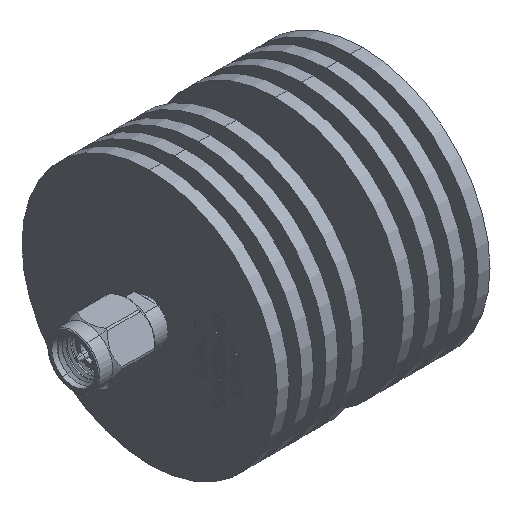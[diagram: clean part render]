
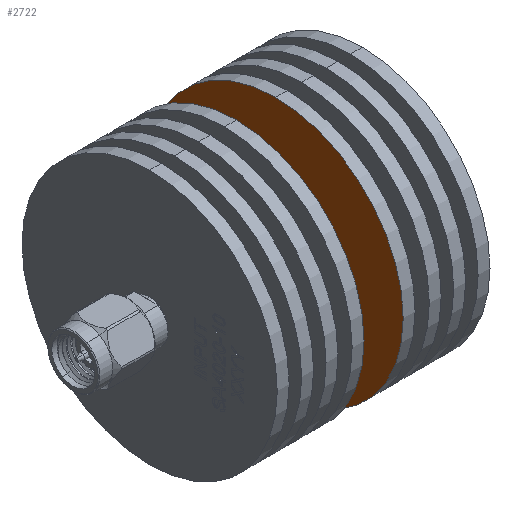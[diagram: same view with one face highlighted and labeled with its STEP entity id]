
A CAD part, isometric view. The second image highlights one B-rep face of the part: STEP entity #2722.
In plain terms, the highlighted planar face has unit normal (-1, 0, 0).
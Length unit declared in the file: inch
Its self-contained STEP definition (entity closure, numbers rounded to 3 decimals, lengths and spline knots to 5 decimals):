
#897 = VERTEX_POINT ( 'NONE', #15309 ) ;
#966 = CARTESIAN_POINT ( 'NONE',  ( 0.115, 0., -0.75 ) ) ;
#1910 = EDGE_CURVE ( 'NONE', #7787, #897, #5377, .T. ) ;
#2056 = CARTESIAN_POINT ( 'NONE',  ( 0.115, 0., -0.105 ) ) ;
#2061 = ORIENTED_EDGE ( 'NONE', *, *, #1910, .F. ) ;
#2336 = DIRECTION ( 'NONE',  ( 0., 0., 1. ) ) ;
#2542 = PLANE ( 'NONE',  #13174 ) ;
#2575 = DIRECTION ( 'NONE',  ( -1., 0., 0. ) ) ;
#2722 = ADVANCED_FACE ( 'NONE', ( #6485, #2776 ), #2542, .F. ) ;
#2734 = DIRECTION ( 'NONE',  ( 0., 0., -1. ) ) ;
#2776 = FACE_OUTER_BOUND ( 'NONE', #14407, .T. ) ;
#2959 = DIRECTION ( 'NONE',  ( 0., 0., 1. ) ) ;
#3986 = DIRECTION ( 'NONE',  ( 0., 0., 1. ) ) ;
#4970 = VERTEX_POINT ( 'NONE', #9979 ) ;
#5377 = CIRCLE ( 'NONE', #10180, 0.105 ) ;
#6064 = EDGE_LOOP ( 'NONE', ( #10520, #2061 ) ) ;
#6485 = FACE_BOUND ( 'NONE', #6064, .T. ) ;
#6728 = CARTESIAN_POINT ( 'NONE',  ( 0.115, 0., 0. ) ) ;
#7342 = CARTESIAN_POINT ( 'NONE',  ( 0.115, 0., 0. ) ) ;
#7744 = DIRECTION ( 'NONE',  ( -1., 0., 0. ) ) ;
#7787 = VERTEX_POINT ( 'NONE', #2056 ) ;
#7848 = AXIS2_PLACEMENT_3D ( 'NONE', #7342, #14330, #10184 ) ;
#7895 = VERTEX_POINT ( 'NONE', #966 ) ;
#8426 = CARTESIAN_POINT ( 'NONE',  ( 0.115, 0., 0. ) ) ;
#8674 = AXIS2_PLACEMENT_3D ( 'NONE', #6728, #2575, #3986 ) ;
#9072 = CIRCLE ( 'NONE', #8674, 0.105 ) ;
#9760 = DIRECTION ( 'NONE',  ( -1., 0., 0. ) ) ;
#9979 = CARTESIAN_POINT ( 'NONE',  ( 0.115, 0., 0.75 ) ) ;
#10180 = AXIS2_PLACEMENT_3D ( 'NONE', #10533, #7744, #2336 ) ;
#10184 = DIRECTION ( 'NONE',  ( 0., 0., 1. ) ) ;
#10500 = AXIS2_PLACEMENT_3D ( 'NONE', #8426, #9760, #2959 ) ;
#10520 = ORIENTED_EDGE ( 'NONE', *, *, #17037, .F. ) ;
#10533 = CARTESIAN_POINT ( 'NONE',  ( 0.115, 0., 0. ) ) ;
#11177 = ORIENTED_EDGE ( 'NONE', *, *, #17057, .T. ) ;
#12247 = CARTESIAN_POINT ( 'NONE',  ( 0.115, 0.75, 0. ) ) ;
#13174 = AXIS2_PLACEMENT_3D ( 'NONE', #12247, #13614, #2734 ) ;
#13614 = DIRECTION ( 'NONE',  ( 1., 0., 0. ) ) ;
#13792 = CIRCLE ( 'NONE', #7848, 0.75 ) ;
#14330 = DIRECTION ( 'NONE',  ( -1., 0., 0. ) ) ;
#14407 = EDGE_LOOP ( 'NONE', ( #14753, #11177 ) ) ;
#14753 = ORIENTED_EDGE ( 'NONE', *, *, #17483, .T. ) ;
#15309 = CARTESIAN_POINT ( 'NONE',  ( 0.115, 0., 0.105 ) ) ;
#15521 = CIRCLE ( 'NONE', #10500, 0.75 ) ;
#17037 = EDGE_CURVE ( 'NONE', #897, #7787, #9072, .T. ) ;
#17057 = EDGE_CURVE ( 'NONE', #7895, #4970, #15521, .T. ) ;
#17483 = EDGE_CURVE ( 'NONE', #4970, #7895, #13792, .T. ) ;
